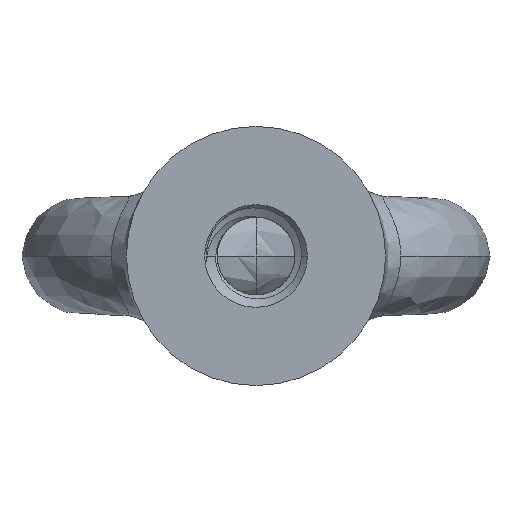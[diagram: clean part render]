
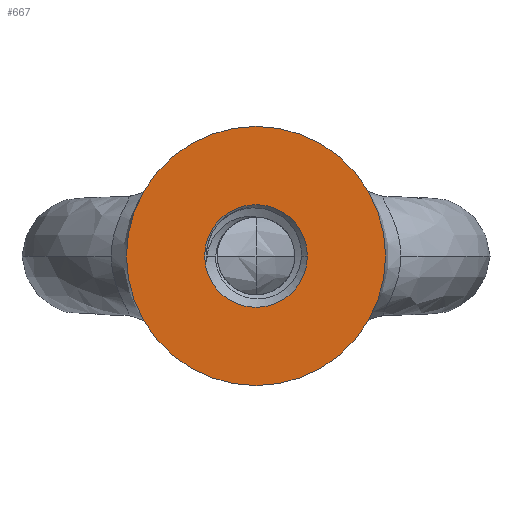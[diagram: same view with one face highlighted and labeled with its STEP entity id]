
A CAD part, front view. The second image highlights one B-rep face of the part: STEP entity #667.
In plain terms, the highlighted planar face has unit normal (0, -1, 0).
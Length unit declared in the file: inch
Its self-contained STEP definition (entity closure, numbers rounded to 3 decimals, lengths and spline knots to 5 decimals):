
#667 = ADVANCED_FACE ( 'NONE', ( #3208, #3276 ), #1286, .F. ) ;
#795 = DIRECTION ( 'NONE',  ( 1., 0., 0. ) ) ;
#796 = DIRECTION ( 'NONE',  ( 0., -1., 0. ) ) ;
#828 = CARTESIAN_POINT ( 'NONE',  ( 0., 0., 0. ) ) ;
#881 = DIRECTION ( 'NONE',  ( -1., 0., 0. ) ) ;
#882 = DIRECTION ( 'NONE',  ( 0., 1., 0. ) ) ;
#885 = CARTESIAN_POINT ( 'NONE',  ( 0., 0., 0. ) ) ;
#906 = ORIENTED_EDGE ( 'NONE', *, *, #1537, .T. ) ;
#907 = ORIENTED_EDGE ( 'NONE', *, *, #1698, .T. ) ;
#933 = ORIENTED_EDGE ( 'NONE', *, *, #1591, .T. ) ;
#936 = ORIENTED_EDGE ( 'NONE', *, *, #1728, .T. ) ;
#1023 = EDGE_LOOP ( 'NONE', ( #907, #906 ) ) ;
#1054 = EDGE_LOOP ( 'NONE', ( #936, #933 ) ) ;
#1286 = PLANE ( 'NONE',  #1737 ) ;
#1287 = CARTESIAN_POINT ( 'NONE',  ( -0.49, 0., 0. ) ) ;
#1292 = DIRECTION ( 'NONE',  ( 0., 1., 0. ) ) ;
#1297 = DIRECTION ( 'NONE',  ( -1., 0., 0. ) ) ;
#1537 = EDGE_CURVE ( 'NONE', #2758, #2866, #3294, .T. ) ;
#1591 = EDGE_CURVE ( 'NONE', #2748, #2752, #3240, .T. ) ;
#1698 = EDGE_CURVE ( 'NONE', #2866, #2758, #3295, .T. ) ;
#1728 = EDGE_CURVE ( 'NONE', #2752, #2748, #3216, .T. ) ;
#1737 = AXIS2_PLACEMENT_3D ( 'NONE', #1287, #1292, #1297 ) ;
#2127 = DIRECTION ( 'NONE',  ( 0., 1., 0. ) ) ;
#2135 = DIRECTION ( 'NONE',  ( -1., 0., 0. ) ) ;
#2139 = CARTESIAN_POINT ( 'NONE',  ( 0., 0., 0. ) ) ;
#2569 = CARTESIAN_POINT ( 'NONE',  ( -0.19427, 0., 0. ) ) ;
#2574 = CARTESIAN_POINT ( 'NONE',  ( 0.49, 0., 0. ) ) ;
#2588 = CARTESIAN_POINT ( 'NONE',  ( 0.19427, 0., 0. ) ) ;
#2601 = CARTESIAN_POINT ( 'NONE',  ( -0.49, 0., 0. ) ) ;
#2668 = AXIS2_PLACEMENT_3D ( 'NONE', #3492, #3383, #3370 ) ;
#2672 = AXIS2_PLACEMENT_3D ( 'NONE', #885, #882, #881 ) ;
#2685 = AXIS2_PLACEMENT_3D ( 'NONE', #2139, #2127, #2135 ) ;
#2706 = AXIS2_PLACEMENT_3D ( 'NONE', #828, #796, #795 ) ;
#2748 = VERTEX_POINT ( 'NONE', #2601 ) ;
#2752 = VERTEX_POINT ( 'NONE', #2574 ) ;
#2758 = VERTEX_POINT ( 'NONE', #2569 ) ;
#2866 = VERTEX_POINT ( 'NONE', #2588 ) ;
#3208 = FACE_BOUND ( 'NONE', #1023, .T. ) ;
#3216 = CIRCLE ( 'NONE', #2706, 0.49 ) ;
#3240 = CIRCLE ( 'NONE', #2668, 0.49 ) ;
#3276 = FACE_OUTER_BOUND ( 'NONE', #1054, .T. ) ;
#3294 = CIRCLE ( 'NONE', #2685, 0.19427 ) ;
#3295 = CIRCLE ( 'NONE', #2672, 0.19427 ) ;
#3370 = DIRECTION ( 'NONE',  ( 1., 0., 0. ) ) ;
#3383 = DIRECTION ( 'NONE',  ( 0., -1., 0. ) ) ;
#3492 = CARTESIAN_POINT ( 'NONE',  ( 0., 0., 0. ) ) ;
